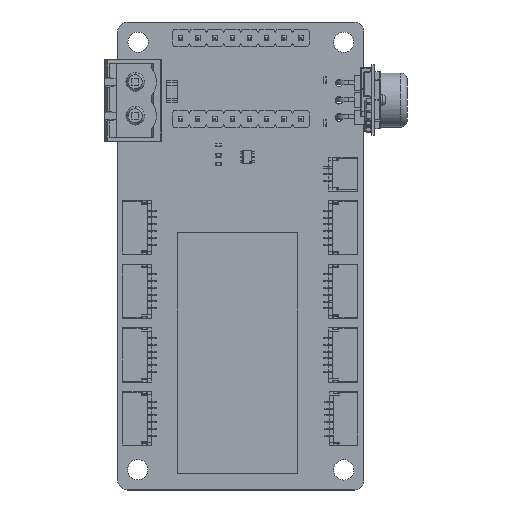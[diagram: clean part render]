
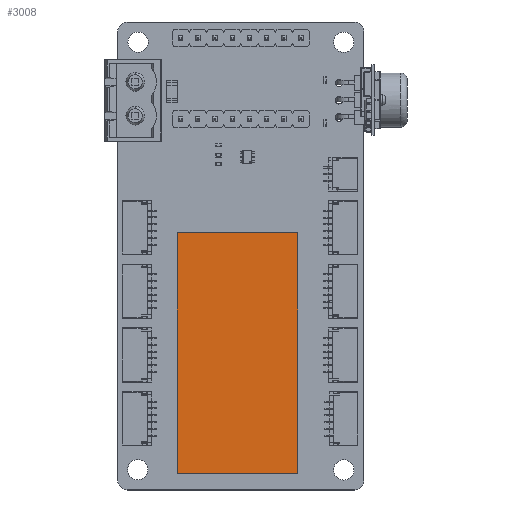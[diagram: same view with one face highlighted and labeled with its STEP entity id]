
A CAD part, top view. The second image highlights one B-rep face of the part: STEP entity #3008.
In plain terms, the highlighted planar face has unit normal (0, 0, 1).
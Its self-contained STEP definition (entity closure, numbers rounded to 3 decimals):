
#2879 = VERTEX_POINT('',#2880);
#2880 = CARTESIAN_POINT('',(-1.27,16.51,4.2));
#2886 = EDGE_CURVE('',#2879,#2887,#2889,.T.);
#2887 = VERTEX_POINT('',#2888);
#2888 = CARTESIAN_POINT('',(34.29,16.51,4.2));
#2889 = LINE('',#2890,#2891);
#2890 = CARTESIAN_POINT('',(-1.27,16.51,4.2));
#2891 = VECTOR('',#2892,1.);
#2892 = DIRECTION('',(1.,0.,0.));
#2917 = EDGE_CURVE('',#2887,#2918,#2920,.T.);
#2918 = VERTEX_POINT('',#2919);
#2919 = CARTESIAN_POINT('',(34.29,-1.27,4.2));
#2920 = LINE('',#2921,#2922);
#2921 = CARTESIAN_POINT('',(34.29,16.51,4.2));
#2922 = VECTOR('',#2923,1.);
#2923 = DIRECTION('',(0.,-1.,0.));
#2948 = EDGE_CURVE('',#2918,#2949,#2951,.T.);
#2949 = VERTEX_POINT('',#2950);
#2950 = CARTESIAN_POINT('',(-1.27,-1.27,4.2));
#2951 = LINE('',#2952,#2953);
#2952 = CARTESIAN_POINT('',(34.29,-1.27,4.2));
#2953 = VECTOR('',#2954,1.);
#2954 = DIRECTION('',(-1.,0.,0.));
#2979 = EDGE_CURVE('',#2949,#2879,#2980,.T.);
#2980 = LINE('',#2981,#2982);
#2981 = CARTESIAN_POINT('',(-1.27,-1.27,4.2));
#2982 = VECTOR('',#2983,1.);
#2983 = DIRECTION('',(0.,1.,0.));
#3008 = ADVANCED_FACE('',(#3009),#3015,.F.);
#3009 = FACE_BOUND('',#3010,.F.);
#3010 = EDGE_LOOP('',(#3011,#3012,#3013,#3014));
#3011 = ORIENTED_EDGE('',*,*,#2886,.T.);
#3012 = ORIENTED_EDGE('',*,*,#2917,.T.);
#3013 = ORIENTED_EDGE('',*,*,#2948,.T.);
#3014 = ORIENTED_EDGE('',*,*,#2979,.T.);
#3015 = PLANE('',#3016);
#3016 = AXIS2_PLACEMENT_3D('',#3017,#3018,#3019);
#3017 = CARTESIAN_POINT('',(16.51,7.62,4.2));
#3018 = DIRECTION('',(0.,0.,-1.));
#3019 = DIRECTION('',(-1.,0.,0.));
